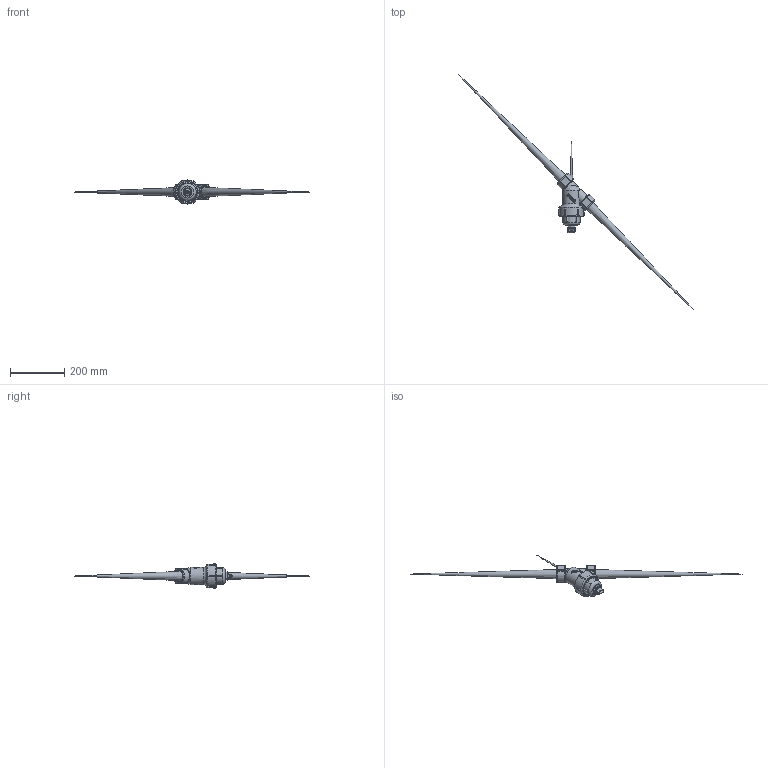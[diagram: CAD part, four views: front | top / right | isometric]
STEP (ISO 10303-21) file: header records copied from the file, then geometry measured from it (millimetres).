
FILE_DESCRIPTION(/* description */ ('1-1/4" LN STR BODY CAP W/DRAIN'),/* implementation_level */ '2;1');
FILE_NAME(/* name */ 'LS125B-C1.stp',/* time_stamp */ '2020-05-12T09:51:51-04:00',/* author */ ('CKA'),/* organization */ (''),/* preprocessor_version */ 'ST-DEVELOPER v17.2',/* originating_system */ 'Autodesk Inventor 2019',/* authorisation */ '');
FILE_SCHEMA (('AUTOMOTIVE_DESIGN { 1 0 10303 214 3 1 1 }'));
Products named in the file (8): LS125B-C1; LS125-B; LS100-C1; LS100XC1; 12777; UV15163; LS100-G; LST1200D
Assembly tree (7 placements, depth 3):
  LS125B-C1
    LS125-B
    LS100-C1
      LS100XC1
      12777
      UV15163
    LS100-G
    LST1200D
Bounding box: 869.08 x 869.08 x 88.9 mm (x, y, z)
Volume: 373085.8 mm3; surface area: 837585.8 mm2
Topology: 6 solids, 6 shells, 2054 faces, 5491 edges, 3545 vertices
Faces by surface type: plane 1077, bspline 485, cylinder 297, cone 86, sphere 55, torus 54
Full cylindrical faces by diameter (mm): 12.7 x1, 25.527 x1, 28.702 x3, 53.34 x1, 53.594 x1, 57.15 x1, 59.436 x1, 60.223 x1, 62.992 x1, 63.5 x1, 68.58 x3, 70.866 x2, 75.454 x2, 77.851 x3, 88.9 x1
Entity records: 83410 total; most frequent: CARTESIAN_POINT 34369, ORIENTED_EDGE 10854, DIRECTION 8275, EDGE_CURVE 5427, VERTEX_POINT 3529, LINE 3087, VECTOR 3087, AXIS2_PLACEMENT_3D 2594
